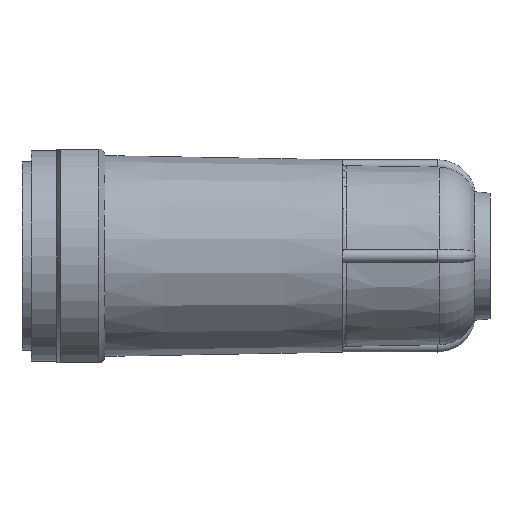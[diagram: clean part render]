
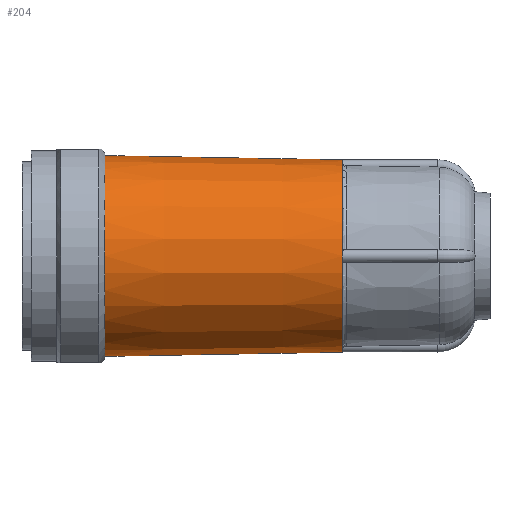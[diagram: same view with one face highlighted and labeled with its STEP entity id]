
A CAD part, left-side view. The second image highlights one B-rep face of the part: STEP entity #204.
In plain terms, the highlighted conical face has half-angle 1 degrees and reference radius 16.055 mm.
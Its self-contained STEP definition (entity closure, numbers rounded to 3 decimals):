
#204 = ADVANCED_FACE( '', ( #312, #313 ), #314, .T. );
#312 = FACE_BOUND( '', #456, .T. );
#313 = FACE_OUTER_BOUND( '', #457, .T. );
#314 = CONICAL_SURFACE( '', #458, 16.055, 0.017 );
#456 = EDGE_LOOP( '', ( #789 ) );
#457 = EDGE_LOOP( '', ( #790 ) );
#458 = AXIS2_PLACEMENT_3D( '', #791, #792, #793 );
#789 = ORIENTED_EDGE( '', *, *, #1033, .F. );
#790 = ORIENTED_EDGE( '', *, *, #965, .F. );
#791 = CARTESIAN_POINT( '', ( 0., 66., 0. ) );
#792 = DIRECTION( '', ( 0., 1., 0. ) );
#793 = DIRECTION( '', ( 0., 0., 1. ) );
#965 = EDGE_CURVE( '', #1103, #1103, #1104, .T. );
#1033 = EDGE_CURVE( '', #1216, #1216, #1217, .T. );
#1103 = VERTEX_POINT( '', #1396 );
#1104 = CIRCLE( '', #1397, 15.973 );
#1216 = VERTEX_POINT( '', #1790 );
#1217 = CIRCLE( '', #1791, 15.313 );
#1396 = CARTESIAN_POINT( '', ( 0., 61.3, 15.973 ) );
#1397 = AXIS2_PLACEMENT_3D( '', #1958, #1959, #1960 );
#1790 = CARTESIAN_POINT( '', ( 0., 23.5, -15.313 ) );
#1791 = AXIS2_PLACEMENT_3D( '', #2055, #2056, #2057 );
#1958 = CARTESIAN_POINT( '', ( 0., 61.3, 0. ) );
#1959 = DIRECTION( '', ( 0., 1., 0. ) );
#1960 = DIRECTION( '', ( 0., 0., 1. ) );
#2055 = CARTESIAN_POINT( '', ( 0., 23.5, 0. ) );
#2056 = DIRECTION( '', ( 0., -1., 0. ) );
#2057 = DIRECTION( '', ( 0., 0., -1. ) );
